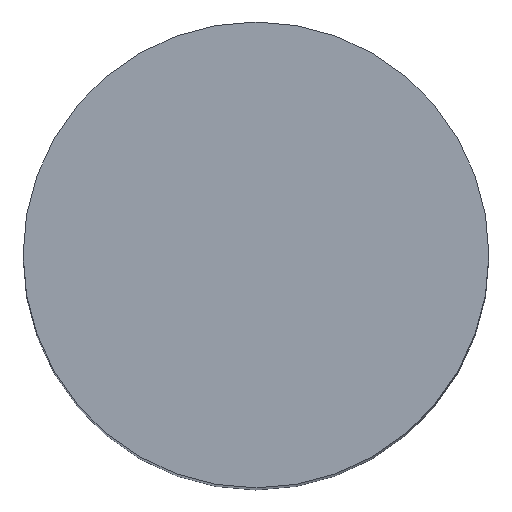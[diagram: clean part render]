
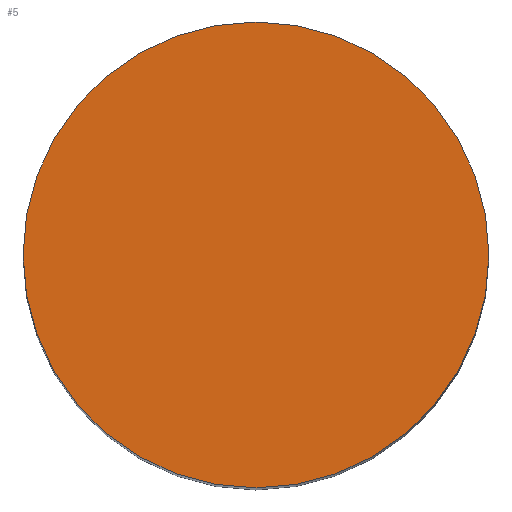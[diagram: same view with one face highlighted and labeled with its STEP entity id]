
A CAD part, top view. The second image highlights one B-rep face of the part: STEP entity #5.
In plain terms, the highlighted planar face has unit normal (0, 0, 1).
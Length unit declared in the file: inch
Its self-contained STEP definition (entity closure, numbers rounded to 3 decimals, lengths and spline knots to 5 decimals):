
#5 = ADVANCED_FACE ( 'NONE', ( #140 ), #17, .T. ) ;
#11 = CARTESIAN_POINT ( 'NONE',  ( 0.3745, 0., 0. ) ) ;
#17 = PLANE ( 'NONE',  #105 ) ;
#19 = DIRECTION ( 'NONE',  ( 1., 0., 0. ) ) ;
#20 = DIRECTION ( 'NONE',  ( 0., 0., 1. ) ) ;
#39 = CARTESIAN_POINT ( 'NONE',  ( -0.3745, 0., 0. ) ) ;
#44 = DIRECTION ( 'NONE',  ( 1., 0., 0. ) ) ;
#47 = DIRECTION ( 'NONE',  ( 0., 0., 1. ) ) ;
#55 = VERTEX_POINT ( 'NONE', #11 ) ;
#56 = VERTEX_POINT ( 'NONE', #39 ) ;
#60 = CARTESIAN_POINT ( 'NONE',  ( 0., 0., 0. ) ) ;
#69 = CARTESIAN_POINT ( 'NONE',  ( 0., 0., 0. ) ) ;
#71 = DIRECTION ( 'NONE',  ( 1., 0., 0. ) ) ;
#72 = CARTESIAN_POINT ( 'NONE',  ( 0., 0., 0. ) ) ;
#74 = DIRECTION ( 'NONE',  ( 0., 0., 1. ) ) ;
#83 = AXIS2_PLACEMENT_3D ( 'NONE', #60, #74, #71 ) ;
#89 = EDGE_CURVE ( 'NONE', #56, #55, #153, .T. ) ;
#95 = AXIS2_PLACEMENT_3D ( 'NONE', #72, #20, #19 ) ;
#98 = EDGE_CURVE ( 'NONE', #55, #56, #176, .T. ) ;
#105 = AXIS2_PLACEMENT_3D ( 'NONE', #69, #47, #44 ) ;
#116 = ORIENTED_EDGE ( 'NONE', *, *, #89, .T. ) ;
#130 = ORIENTED_EDGE ( 'NONE', *, *, #98, .T. ) ;
#140 = FACE_OUTER_BOUND ( 'NONE', #150, .T. ) ;
#150 = EDGE_LOOP ( 'NONE', ( #130, #116 ) ) ;
#153 = CIRCLE ( 'NONE', #83, 0.3745 ) ;
#176 = CIRCLE ( 'NONE', #95, 0.3745 ) ;
